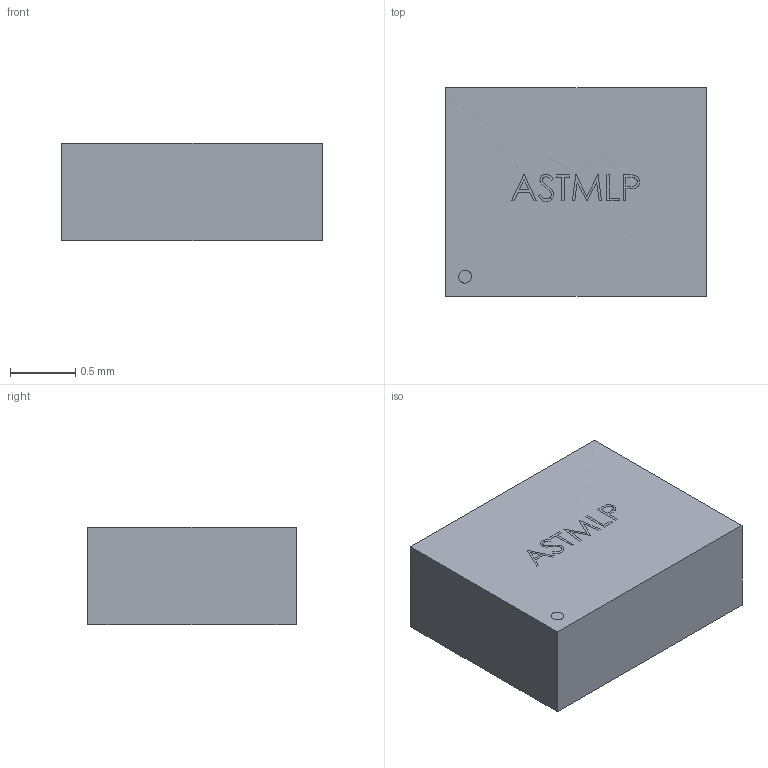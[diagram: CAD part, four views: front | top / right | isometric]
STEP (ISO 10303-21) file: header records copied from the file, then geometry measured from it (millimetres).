
FILE_DESCRIPTION (( 'STEP AP214' ), '1' );
FILE_NAME ('ASTMLP.STEP', '2018-05-03T01:29:04', ( '' ), ( '' ), 'SwSTEP 2.0', 'SolidWorks 2014', '' );
FILE_SCHEMA (( 'AUTOMOTIVE_DESIGN' ));
Length unit declared in the file: inch
Products named in the file (1): ASTMLP
Bounding box: 2 x 1.6 x 0.75 mm (x, y, z)
Volume: 2.4 mm3; surface area: 11.8 mm2
Topology: 1 solids, 1 shells, 19 faces, 127 edges, 119 vertices
Faces by surface type: plane 19
Entity records: 1762 total; most frequent: CARTESIAN_POINT 670, ORIENTED_EDGE 254, EDGE_CURVE 127, VERTEX_POINT 119, B_SPLINE_CURVE_WITH_KNOTS 117, DIRECTION 50, EDGE_LOOP 28, DIMENSIONAL_EXPONENTS 22
